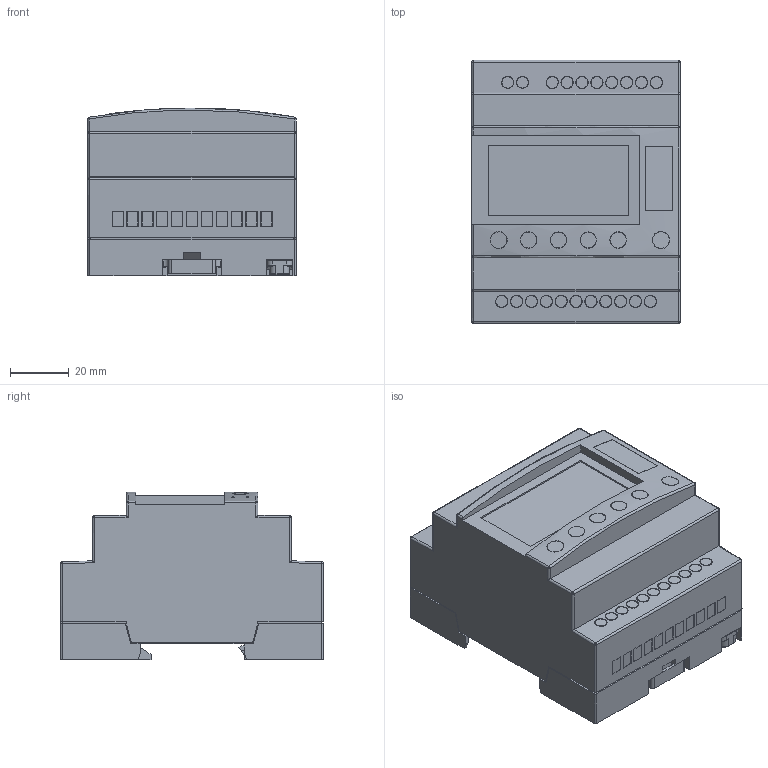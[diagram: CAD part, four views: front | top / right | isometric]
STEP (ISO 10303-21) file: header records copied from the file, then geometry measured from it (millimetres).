
FILE_DESCRIPTION(('STEP AP242'),'1');
FILE_NAME('sr2a101bd.stp','2018-11-26T20:24:47',('TraceParts'),('TraceParts S.A.'),'Spatial InterOp 3D',' ',' ');
FILE_SCHEMA(('AP242_MANAGED_MODEL_BASED_3D_ENGINEERING_MIM_LF {1 0 10303 442 1 1 4}'));
Length unit declared in the file: millimetre
Products named in the file (1): sr2a101bd_1
Bounding box: 71.2 x 90 x 57.4 mm (x, y, z)
Volume: 52617.2 mm3; surface area: 63814.9 mm2
Topology: 5 solids, 5 shells, 862 faces, 2138 edges, 1345 vertices
Faces by surface type: plane 558, cylinder 233, sphere 41, torus 26, bspline 4
Entity records: 28848 total; most frequent: CARTESIAN_POINT 8932, ORIENTED_EDGE 4200, DIRECTION 3755, EDGE_CURVE 2100, LINE 1571, VECTOR 1571, VERTEX_POINT 1345, AXIS2_PLACEMENT_3D 1092
